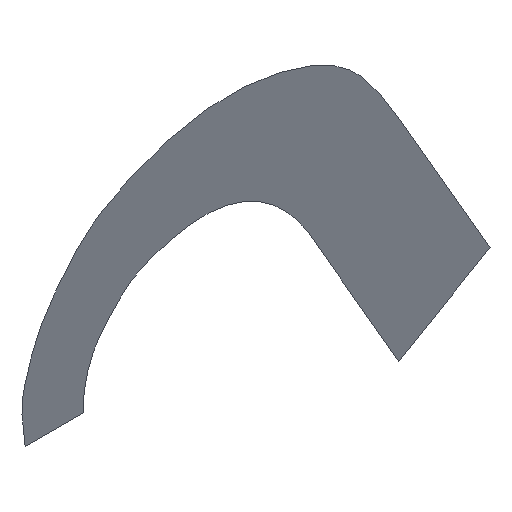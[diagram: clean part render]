
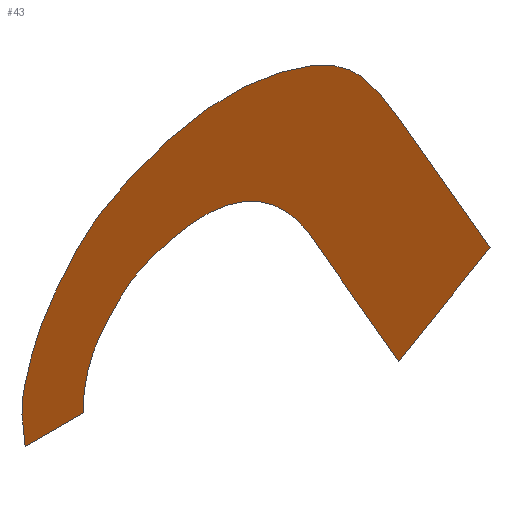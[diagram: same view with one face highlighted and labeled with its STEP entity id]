
A CAD part, isometric view. The second image highlights one B-rep face of the part: STEP entity #43.
In plain terms, the highlighted planar face has unit normal (0, -1, 0).
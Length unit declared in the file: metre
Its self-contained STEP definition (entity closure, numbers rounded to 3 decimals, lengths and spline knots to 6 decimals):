
#12=LINE('',#82,#16);
#13=LINE('',#97,#17);
#14=LINE('',#99,#18);
#15=LINE('',#101,#19);
#16=VECTOR('',#62,1.);
#17=VECTOR('',#63,1.);
#18=VECTOR('',#64,1.);
#19=VECTOR('',#65,1.);
#20=ORIENTED_EDGE('',*,*,#26,.T.);
#21=ORIENTED_EDGE('',*,*,#27,.T.);
#22=ORIENTED_EDGE('',*,*,#28,.T.);
#23=ORIENTED_EDGE('',*,*,#29,.F.);
#24=ORIENTED_EDGE('',*,*,#30,.F.);
#25=ORIENTED_EDGE('',*,*,#31,.F.);
#26=EDGE_CURVE('',#32,#33,#38,.F.);
#27=EDGE_CURVE('',#33,#34,#12,.T.);
#28=EDGE_CURVE('',#34,#35,#39,.T.);
#29=EDGE_CURVE('',#36,#35,#13,.F.);
#30=EDGE_CURVE('',#37,#36,#14,.F.);
#31=EDGE_CURVE('',#32,#37,#15,.F.);
#32=VERTEX_POINT('',#80);
#33=VERTEX_POINT('',#81);
#34=VERTEX_POINT('',#83);
#35=VERTEX_POINT('',#96);
#36=VERTEX_POINT('',#98);
#37=VERTEX_POINT('',#100);
#38=B_SPLINE_CURVE_WITH_KNOTS('',3,(#68,#69,#70,#71,#72,#73,#74,#75,#76,
#77,#78,#79),.UNSPECIFIED.,.F.,.F.,(4,1,1,1,1,1,1,1,1,4),(0.,0.083011,
0.168672,0.254492,0.339619,0.426984,
0.517542,0.673679,0.840243,1.),.UNSPECIFIED.);
#39=B_SPLINE_CURVE_WITH_KNOTS('',3,(#84,#85,#86,#87,#88,#89,#90,#91,#92,
#93,#94,#95),.UNSPECIFIED.,.F.,.F.,(4,1,1,1,1,1,1,1,1,4),(0.,0.085188,
0.173466,0.260792,0.347113,0.435317,
0.526444,0.68169,0.84444,1.),.UNSPECIFIED.);
#40=EDGE_LOOP('',(#20,#21,#22,#23,#24,#25));
#41=FACE_BOUND('',#40,.T.);
#42=PLANE('',#57);
#43=ADVANCED_FACE('',(#41),#42,.F.);
#57=AXIS2_PLACEMENT_3D('',#67,#60,#61);
#60=DIRECTION('',(0.,1.,0.));
#61=DIRECTION('',(0.,0.,1.));
#62=DIRECTION('',(1.,0.,0.));
#63=DIRECTION('',(0.5,0.,-0.866));
#64=DIRECTION('',(0.866,0.,0.5));
#65=DIRECTION('',(-0.5,0.,0.866));
#67=CARTESIAN_POINT('',(0.505647,0.,0.148971));
#68=CARTESIAN_POINT('',(-0.147311,0.,0.));
#69=CARTESIAN_POINT('',(-0.147311,0.,0.0127));
#70=CARTESIAN_POINT('',(-0.162128,0.,0.082062));
#71=CARTESIAN_POINT('',(-0.14399,0.,0.155475));
#72=CARTESIAN_POINT('',(-0.115765,0.,0.234378));
#73=CARTESIAN_POINT('',(-0.07264,0.,0.30139));
#74=CARTESIAN_POINT('',(-0.01529,0.,0.369378));
#75=CARTESIAN_POINT('',(0.054417,0.,0.431963));
#76=CARTESIAN_POINT('',(0.312248,0.,0.54285));
#77=CARTESIAN_POINT('',(0.643544,0.,0.474537));
#78=CARTESIAN_POINT('',(0.733615,0.,0.358562));
#79=CARTESIAN_POINT('',(0.80029,0.,0.243078));
#80=CARTESIAN_POINT('',(0.80029,0.,0.243078));
#81=CARTESIAN_POINT('',(-0.147311,0.,0.));
#82=CARTESIAN_POINT('',(-0.073656,0.,0.));
#83=CARTESIAN_POINT('',(0.,0.,0.));
#84=CARTESIAN_POINT('',(0.,0.,0.));
#85=CARTESIAN_POINT('',(0.,0.,0.023578));
#86=CARTESIAN_POINT('',(-0.000054,0.,0.04357));
#87=CARTESIAN_POINT('',(0.012688,0.,0.097932));
#88=CARTESIAN_POINT('',(0.035584,0.,0.141126));
#89=CARTESIAN_POINT('',(0.066416,0.,0.178498));
#90=CARTESIAN_POINT('',(0.104006,0.,0.215972));
#91=CARTESIAN_POINT('',(0.148391,0.,0.248428));
#92=CARTESIAN_POINT('',(0.306769,0.,0.298195));
#93=CARTESIAN_POINT('',(0.470845,0.,0.24419));
#94=CARTESIAN_POINT('',(0.548398,0.,0.145968));
#95=CARTESIAN_POINT('',(0.569321,0.,0.109728));
#96=CARTESIAN_POINT('',(0.569321,0.,0.109728));
#97=CARTESIAN_POINT('',(0.683621,0.,-0.088245));
#98=CARTESIAN_POINT('',(0.797921,0.,-0.286219));
#99=CARTESIAN_POINT('',(0.913406,0.,-0.219544));
#100=CARTESIAN_POINT('',(1.02889,0.,-0.152869));
#101=CARTESIAN_POINT('',(0.91459,0.,0.045105));
